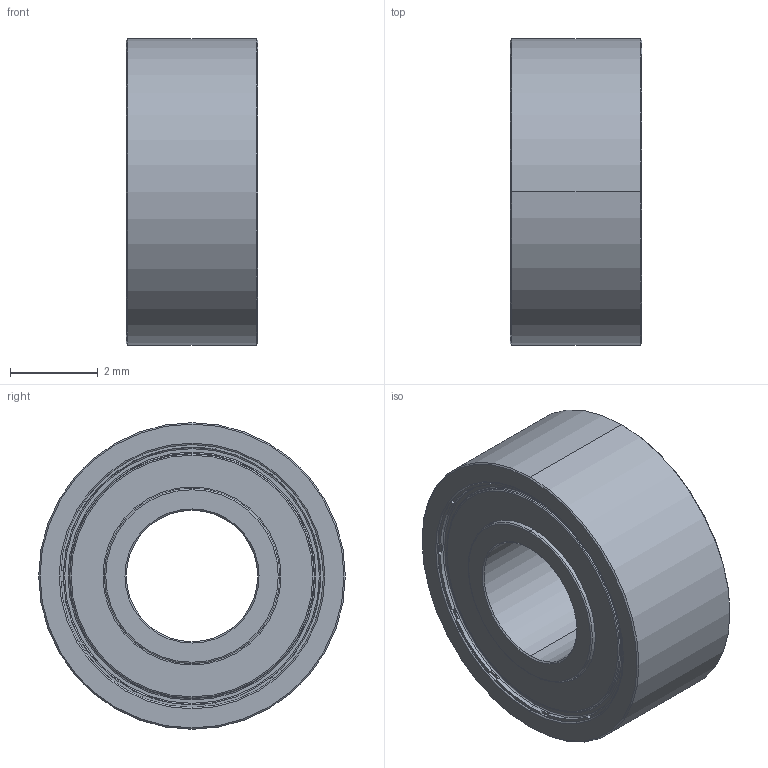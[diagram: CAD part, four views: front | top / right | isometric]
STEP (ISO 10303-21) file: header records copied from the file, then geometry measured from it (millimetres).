
FILE_DESCRIPTION (( 'STEP AP214' ), '1' );
FILE_NAME ('683ZZ_Bearing.STEP', '2021-02-18T20:37:33', ( '' ), ( '' ), 'SwSTEP 2.0', 'SolidWorks 2016', '' );
FILE_SCHEMA (( 'AUTOMOTIVE_DESIGN' ));
Length unit declared in the file: millimetre
Products named in the file (1): 683ZZ_Bearing
Bounding box: 3 x 7 x 7 mm (x, y, z)
Volume: 90.8 mm3; surface area: 177 mm2
Topology: 1 solids, 1 shells, 269 faces, 634 edges, 384 vertices
Faces by surface type: plane 177, bspline 40, cylinder 20, torus 20, cone 12
Entity records: 10103 total; most frequent: CARTESIAN_POINT 3664, ORIENTED_EDGE 1268, DIRECTION 1198, EDGE_CURVE 634, AXIS2_PLACEMENT_3D 414, VERTEX_POINT 384, LINE 370, VECTOR 370
